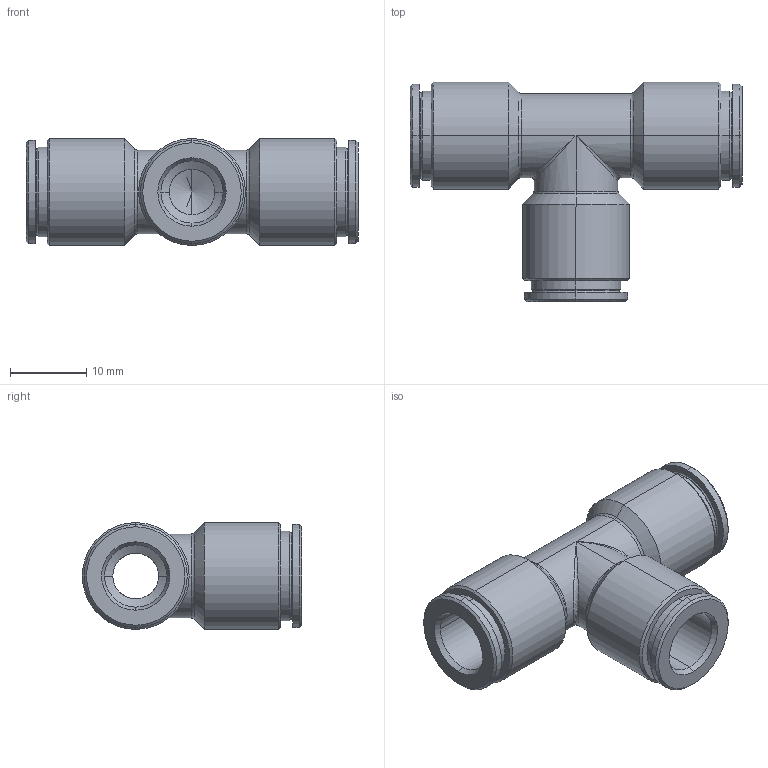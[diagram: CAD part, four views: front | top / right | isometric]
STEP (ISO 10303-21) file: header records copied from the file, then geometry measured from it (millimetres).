
FILE_DESCRIPTION (( 'STEP AP203' ), '1' );
FILE_NAME ('X0190040.STEP', '2010-10-28T09:40:35', ( '' ), ( 'sopra-pneumatic' ), 'SwSTEP 2.0', 'SolidWorks 2009', '' );
FILE_SCHEMA (( 'CONFIG_CONTROL_DESIGN' ));
Length unit declared in the file: millimetre
Products named in the file (1): X0190040
Bounding box: 43.51 x 28.75 x 14 mm (x, y, z)
Volume: 4880.9 mm3; surface area: 4457.9 mm2
Topology: 1 solids, 1 shells, 98 faces, 212 edges, 115 vertices
Faces by surface type: cylinder 37, cone 32, torus 18, plane 9, bspline 2
Entity records: 3281 total; most frequent: CARTESIAN_POINT 1044, DIRECTION 520, ORIENTED_EDGE 412, AXIS2_PLACEMENT_3D 225, EDGE_CURVE 206, CIRCLE 128, VERTEX_POINT 115, EDGE_LOOP 107
